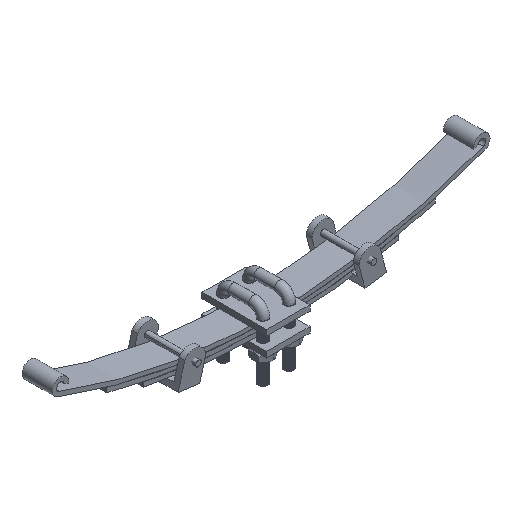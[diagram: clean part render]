
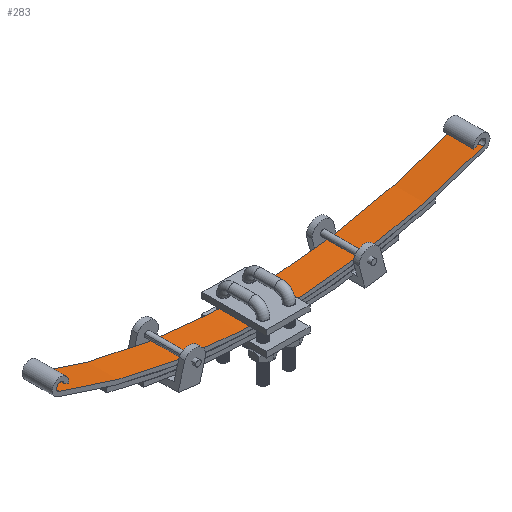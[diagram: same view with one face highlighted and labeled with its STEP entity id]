
A CAD part, isometric view. The second image highlights one B-rep face of the part: STEP entity #283.
In plain terms, the highlighted cylindrical face has radius 1368 mm (diameter 2736 mm), a partial arc.
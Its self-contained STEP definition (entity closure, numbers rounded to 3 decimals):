
#231=CARTESIAN_POINT('Vertex',(-490.728,-35.,-8.401)) ;
#234=CARTESIAN_POINT('Line Origine',(-490.728,0.,-8.401)) ;
#238=CARTESIAN_POINT('Vertex',(-490.728,35.,-8.401)) ;
#253=CARTESIAN_POINT('Axis2P3D Location',(0.,0.,1268.552)) ;
#258=CARTESIAN_POINT('Axis2P3D Location',(0.,-35.,1268.552)) ;
#262=CARTESIAN_POINT('Vertex',(490.728,-35.,-8.401)) ;
#265=CARTESIAN_POINT('Line Origine',(490.728,0.,-8.401)) ;
#269=CARTESIAN_POINT('Vertex',(490.728,35.,-8.401)) ;
#272=CARTESIAN_POINT('Axis2P3D Location',(0.,35.,1268.552)) ;
#235=DIRECTION('Vector Direction',(0.,1.,0.)) ;
#254=DIRECTION('Axis2P3D Direction',(0.,1.,0.)) ;
#255=DIRECTION('Axis2P3D XDirection',(0.359,0.,-0.933)) ;
#259=DIRECTION('Axis2P3D Direction',(0.,1.,0.)) ;
#266=DIRECTION('Vector Direction',(0.,1.,0.)) ;
#273=DIRECTION('Axis2P3D Direction',(0.,1.,0.)) ;
#256=AXIS2_PLACEMENT_3D('Cylinder Axis2P3D',#253,#254,#255) ;
#260=AXIS2_PLACEMENT_3D('Circle Axis2P3D',#258,#259,$) ;
#274=AXIS2_PLACEMENT_3D('Circle Axis2P3D',#272,#273,$) ;
#278=ORIENTED_EDGE('',*,*,#240,.F.) ;
#279=ORIENTED_EDGE('',*,*,#264,.T.) ;
#280=ORIENTED_EDGE('',*,*,#271,.T.) ;
#281=ORIENTED_EDGE('',*,*,#276,.F.) ;
#236=VECTOR('Line Direction',#235,1.) ;
#267=VECTOR('Line Direction',#266,1.) ;
#283=ADVANCED_FACE('PartBody',(#282),#257,.F.) ;
#261=CIRCLE('generated circle',#260,1368.) ;
#275=CIRCLE('generated circle',#274,1368.) ;
#257=CYLINDRICAL_SURFACE('generated cylinder',#256,1368.) ;
#240=EDGE_CURVE('',#232,#239,#237,.T.) ;
#264=EDGE_CURVE('',#232,#263,#261,.F.) ;
#271=EDGE_CURVE('',#263,#270,#268,.T.) ;
#276=EDGE_CURVE('',#239,#270,#275,.F.) ;
#277=EDGE_LOOP('',(#278,#279,#280,#281)) ;
#282=FACE_OUTER_BOUND('',#277,.T.) ;
#237=LINE('Line',#234,#236) ;
#268=LINE('Line',#265,#267) ;
#232=VERTEX_POINT('',#231) ;
#239=VERTEX_POINT('',#238) ;
#263=VERTEX_POINT('',#262) ;
#270=VERTEX_POINT('',#269) ;
